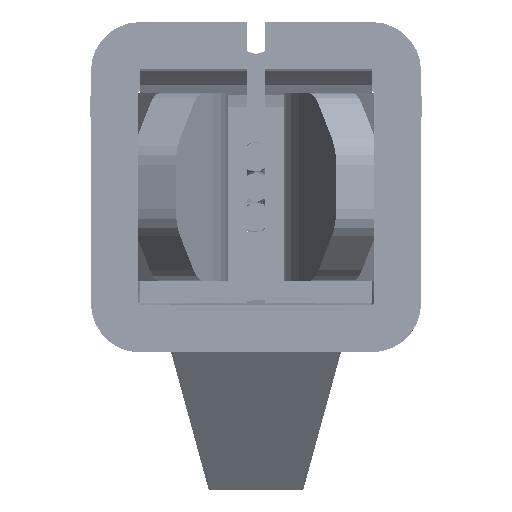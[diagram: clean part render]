
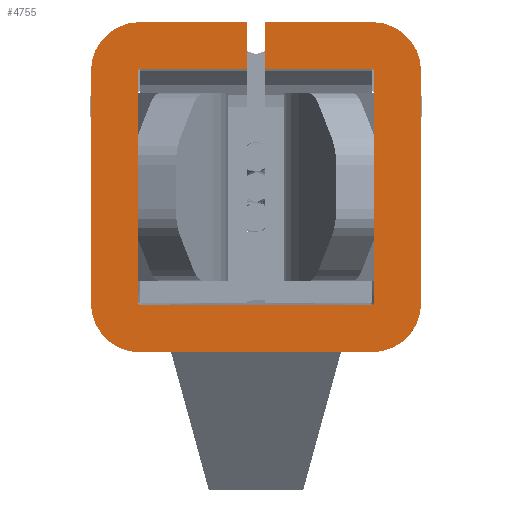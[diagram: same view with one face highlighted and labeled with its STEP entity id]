
A CAD part, front view. The second image highlights one B-rep face of the part: STEP entity #4755.
In plain terms, the highlighted planar face has unit normal (0, -1, 0).
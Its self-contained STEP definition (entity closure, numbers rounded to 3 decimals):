
#100=LINE('',#12231,#573);
#128=LINE('',#12286,#601);
#211=LINE('',#12570,#684);
#223=LINE('',#12596,#696);
#226=LINE('',#12606,#699);
#236=LINE('',#12627,#709);
#276=LINE('',#12771,#749);
#281=LINE('',#12785,#754);
#289=LINE('',#12802,#762);
#294=LINE('',#12815,#767);
#302=LINE('',#12833,#775);
#306=LINE('',#12844,#779);
#573=VECTOR('',#5776,1000.);
#601=VECTOR('',#5816,1000.);
#684=VECTOR('',#6023,1000.);
#696=VECTOR('',#6045,1000.);
#699=VECTOR('',#6058,1000.);
#709=VECTOR('',#6078,1000.);
#749=VECTOR('',#6194,1000.);
#754=VECTOR('',#6209,1000.);
#762=VECTOR('',#6227,1000.);
#767=VECTOR('',#6242,1000.);
#775=VECTOR('',#6254,1000.);
#779=VECTOR('',#6264,1000.);
#1185=PLANE('',#5352);
#1805=ORIENTED_EDGE('',*,*,#2930,.T.);
#1806=ORIENTED_EDGE('',*,*,#2940,.T.);
#1807=ORIENTED_EDGE('',*,*,#2944,.T.);
#1808=ORIENTED_EDGE('',*,*,#2946,.T.);
#1809=ORIENTED_EDGE('',*,*,#2770,.T.);
#1810=ORIENTED_EDGE('',*,*,#3023,.T.);
#1811=ORIENTED_EDGE('',*,*,#3027,.T.);
#1812=ORIENTED_EDGE('',*,*,#3030,.T.);
#1813=ORIENTED_EDGE('',*,*,#3034,.T.);
#1814=ORIENTED_EDGE('',*,*,#3060,.F.);
#1815=ORIENTED_EDGE('',*,*,#3051,.F.);
#1816=ORIENTED_EDGE('',*,*,#3047,.F.);
#1817=ORIENTED_EDGE('',*,*,#3044,.F.);
#1818=ORIENTED_EDGE('',*,*,#3040,.F.);
#1819=ORIENTED_EDGE('',*,*,#2798,.F.);
#1820=ORIENTED_EDGE('',*,*,#2964,.F.);
#1821=ORIENTED_EDGE('',*,*,#2961,.F.);
#1822=ORIENTED_EDGE('',*,*,#2957,.F.);
#1823=ORIENTED_EDGE('',*,*,#2949,.F.);
#1824=ORIENTED_EDGE('',*,*,#3066,.T.);
#2770=EDGE_CURVE('',#3448,#3462,#100,.T.);
#2798=EDGE_CURVE('',#3483,#3484,#128,.F.);
#2930=EDGE_CURVE('',#3598,#3599,#211,.T.);
#2940=EDGE_CURVE('',#3599,#3604,#3939,.F.);
#2944=EDGE_CURVE('',#3604,#3606,#223,.T.);
#2946=EDGE_CURVE('',#3606,#3448,#3941,.F.);
#2949=EDGE_CURVE('',#3608,#3609,#226,.F.);
#2957=EDGE_CURVE('',#3609,#3613,#3943,.T.);
#2961=EDGE_CURVE('',#3613,#3615,#236,.F.);
#2964=EDGE_CURVE('',#3615,#3483,#3945,.T.);
#3023=EDGE_CURVE('',#3462,#3658,#3964,.F.);
#3027=EDGE_CURVE('',#3658,#3660,#276,.T.);
#3030=EDGE_CURVE('',#3660,#3662,#3966,.F.);
#3034=EDGE_CURVE('',#3662,#3664,#281,.T.);
#3040=EDGE_CURVE('',#3484,#3667,#3968,.T.);
#3044=EDGE_CURVE('',#3667,#3669,#289,.F.);
#3047=EDGE_CURVE('',#3669,#3671,#3970,.T.);
#3051=EDGE_CURVE('',#3671,#3672,#294,.F.);
#3060=EDGE_CURVE('',#3672,#3664,#302,.T.);
#3066=EDGE_CURVE('',#3608,#3598,#306,.T.);
#3448=VERTEX_POINT('',#12199);
#3462=VERTEX_POINT('',#12230);
#3483=VERTEX_POINT('',#12285);
#3484=VERTEX_POINT('',#12287);
#3598=VERTEX_POINT('',#12571);
#3599=VERTEX_POINT('',#12572);
#3604=VERTEX_POINT('',#12587);
#3606=VERTEX_POINT('',#12595);
#3608=VERTEX_POINT('',#12605);
#3609=VERTEX_POINT('',#12607);
#3613=VERTEX_POINT('',#12620);
#3615=VERTEX_POINT('',#12628);
#3658=VERTEX_POINT('',#12762);
#3660=VERTEX_POINT('',#12770);
#3662=VERTEX_POINT('',#12776);
#3664=VERTEX_POINT('',#12784);
#3667=VERTEX_POINT('',#12795);
#3669=VERTEX_POINT('',#12803);
#3671=VERTEX_POINT('',#12809);
#3672=VERTEX_POINT('',#12816);
#3939=CIRCLE('',#5282,0.26);
#3941=CIRCLE('',#5287,0.26);
#3943=CIRCLE('',#5292,0.01);
#3945=CIRCLE('',#5297,0.01);
#3964=CIRCLE('',#5330,0.26);
#3966=CIRCLE('',#5335,0.26);
#3968=CIRCLE('',#5340,0.01);
#3970=CIRCLE('',#5345,0.01);
#4177=EDGE_LOOP('',(#1805,#1806,#1807,#1808,#1809,#1810,#1811,#1812,#1813,
#1814,#1815,#1816,#1817,#1818,#1819,#1820,#1821,#1822,#1823,#1824));
#4471=FACE_BOUND('',#4177,.T.);
#4755=ADVANCED_FACE('',(#4471),#1185,.F.);
#5282=AXIS2_PLACEMENT_3D('',#12588,#6036,#6037);
#5287=AXIS2_PLACEMENT_3D('',#12599,#6050,#6051);
#5292=AXIS2_PLACEMENT_3D('',#12619,#6069,#6070);
#5297=AXIS2_PLACEMENT_3D('',#12632,#6084,#6085);
#5330=AXIS2_PLACEMENT_3D('',#12763,#6185,#6186);
#5335=AXIS2_PLACEMENT_3D('',#12777,#6200,#6201);
#5340=AXIS2_PLACEMENT_3D('',#12794,#6218,#6219);
#5345=AXIS2_PLACEMENT_3D('',#12808,#6233,#6234);
#5352=AXIS2_PLACEMENT_3D('',#12843,#6262,#6263);
#5776=DIRECTION('',(1.,0.,0.));
#5816=DIRECTION('',(-1.,0.,0.));
#6023=DIRECTION('',(-1.,0.,0.));
#6036=DIRECTION('',(0.,1.,0.));
#6037=DIRECTION('',(0.,0.,1.));
#6045=DIRECTION('',(0.,0.,-1.));
#6050=DIRECTION('',(0.,1.,0.));
#6051=DIRECTION('',(0.,0.,1.));
#6058=DIRECTION('',(1.,0.,0.));
#6069=DIRECTION('',(0.,-1.,0.));
#6070=DIRECTION('',(0.,0.,-1.));
#6078=DIRECTION('',(0.,0.,1.));
#6084=DIRECTION('',(0.,-1.,0.));
#6085=DIRECTION('',(0.,0.,-1.));
#6185=DIRECTION('',(0.,1.,0.));
#6186=DIRECTION('',(0.,0.,1.));
#6194=DIRECTION('',(0.,0.,1.));
#6200=DIRECTION('',(0.,1.,0.));
#6201=DIRECTION('',(0.,0.,1.));
#6209=DIRECTION('',(-1.,0.,0.));
#6218=DIRECTION('',(0.,-1.,0.));
#6219=DIRECTION('',(0.,0.,-1.));
#6227=DIRECTION('',(0.,0.,-1.));
#6233=DIRECTION('',(0.,-1.,0.));
#6234=DIRECTION('',(0.,0.,-1.));
#6242=DIRECTION('',(1.,0.,0.));
#6254=DIRECTION('',(0.,0.,1.));
#6262=DIRECTION('',(0.,1.,0.));
#6263=DIRECTION('',(-1.,0.,0.));
#6264=DIRECTION('',(0.,0.,1.));
#12199=CARTESIAN_POINT('',(-0.615,-3.6,-0.875));
#12230=CARTESIAN_POINT('',(0.615,-3.6,-0.875));
#12231=CARTESIAN_POINT('',(0.875,-3.6,-0.875));
#12285=CARTESIAN_POINT('',(-0.615,-3.6,-0.625));
#12286=CARTESIAN_POINT('',(0.875,-3.6,-0.625));
#12287=CARTESIAN_POINT('',(0.615,-3.6,-0.625));
#12570=CARTESIAN_POINT('',(-0.875,-3.6,0.875));
#12571=CARTESIAN_POINT('',(-0.05,-3.6,0.875));
#12572=CARTESIAN_POINT('',(-0.615,-3.6,0.875));
#12587=CARTESIAN_POINT('',(-0.875,-3.6,0.615));
#12588=CARTESIAN_POINT('',(-0.615,-3.6,0.615));
#12595=CARTESIAN_POINT('',(-0.875,-3.6,-0.615));
#12596=CARTESIAN_POINT('',(-0.875,-3.6,-0.875));
#12599=CARTESIAN_POINT('',(-0.615,-3.6,-0.615));
#12605=CARTESIAN_POINT('',(-0.05,-3.6,0.625));
#12606=CARTESIAN_POINT('',(-0.875,-3.6,0.625));
#12607=CARTESIAN_POINT('',(-0.615,-3.6,0.625));
#12619=CARTESIAN_POINT('',(-0.615,-3.6,0.615));
#12620=CARTESIAN_POINT('',(-0.625,-3.6,0.615));
#12627=CARTESIAN_POINT('',(-0.625,-3.6,-0.875));
#12628=CARTESIAN_POINT('',(-0.625,-3.6,-0.615));
#12632=CARTESIAN_POINT('',(-0.615,-3.6,-0.615));
#12762=CARTESIAN_POINT('',(0.875,-3.6,-0.615));
#12763=CARTESIAN_POINT('',(0.615,-3.6,-0.615));
#12770=CARTESIAN_POINT('',(0.875,-3.6,0.615));
#12771=CARTESIAN_POINT('',(0.875,-3.6,0.875));
#12776=CARTESIAN_POINT('',(0.615,-3.6,0.875));
#12777=CARTESIAN_POINT('',(0.615,-3.6,0.615));
#12784=CARTESIAN_POINT('',(0.05,-3.6,0.875));
#12785=CARTESIAN_POINT('',(0.875,-3.6,0.875));
#12794=CARTESIAN_POINT('',(0.615,-3.6,-0.615));
#12795=CARTESIAN_POINT('',(0.625,-3.6,-0.615));
#12802=CARTESIAN_POINT('',(0.625,-3.6,0.875));
#12803=CARTESIAN_POINT('',(0.625,-3.6,0.615));
#12808=CARTESIAN_POINT('',(0.615,-3.6,0.615));
#12809=CARTESIAN_POINT('',(0.615,-3.6,0.625));
#12815=CARTESIAN_POINT('',(0.875,-3.6,0.625));
#12816=CARTESIAN_POINT('',(0.05,-3.6,0.625));
#12833=CARTESIAN_POINT('',(0.05,-3.6,0.875));
#12843=CARTESIAN_POINT('',(-0.875,-3.6,0.875));
#12844=CARTESIAN_POINT('',(-0.05,-3.6,0.875));
